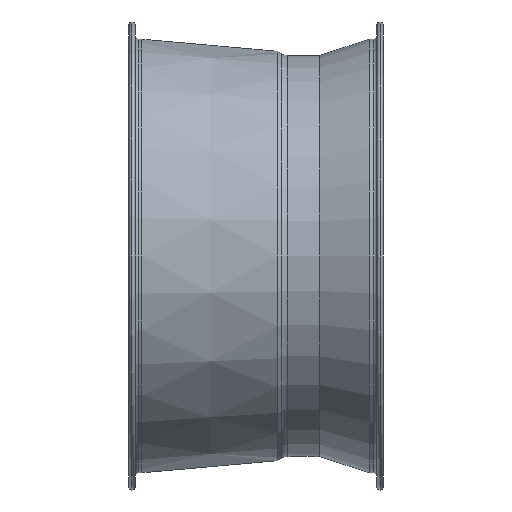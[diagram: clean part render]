
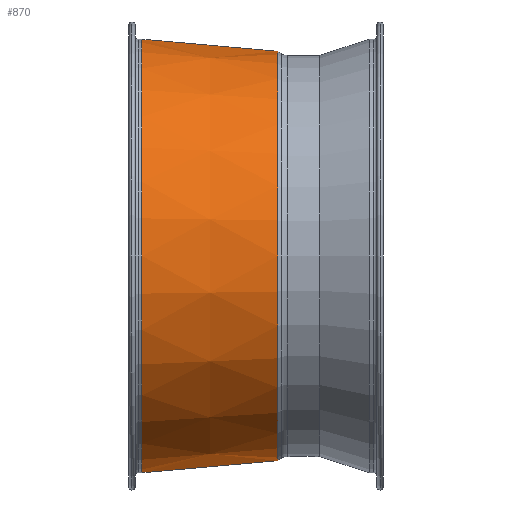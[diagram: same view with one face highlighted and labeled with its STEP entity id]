
A CAD part, front view. The second image highlights one B-rep face of the part: STEP entity #870.
In plain terms, the highlighted conical face has half-angle 5.069 degrees and reference radius 94.921 mm.
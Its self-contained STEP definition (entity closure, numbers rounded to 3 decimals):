
#15 = VERTEX_POINT ( 'NONE', #2015 ) ;
#682 = LINE ( 'NONE', #4540, #7633 ) ;
#870 = ADVANCED_FACE ( 'NONE', ( #3365 ), #8433, .T. ) ;
#932 = VERTEX_POINT ( 'NONE', #7373 ) ;
#1655 = EDGE_CURVE ( 'NONE', #6694, #15, #6441, .T. ) ;
#1818 = DIRECTION ( 'NONE',  ( -1., 0., 0. ) ) ;
#2007 = LINE ( 'NONE', #5879, #7625 ) ;
#2015 = CARTESIAN_POINT ( 'NONE',  ( -48.973, 0., 94.921 ) ) ;
#3020 = VERTEX_POINT ( 'NONE', #8573 ) ;
#3045 = ORIENTED_EDGE ( 'NONE', *, *, #1655, .T. ) ;
#3205 = AXIS2_PLACEMENT_3D ( 'NONE', #5630, #1818, #4862 ) ;
#3365 = FACE_OUTER_BOUND ( 'NONE', #6437, .T. ) ;
#3455 = CIRCLE ( 'NONE', #9139, 100.5 ) ;
#4060 = ORIENTED_EDGE ( 'NONE', *, *, #9613, .F. ) ;
#4540 = CARTESIAN_POINT ( 'NONE',  ( -48.973, 0., 94.921 ) ) ;
#4862 = DIRECTION ( 'NONE',  ( 0., 0., 1. ) ) ;
#4974 = EDGE_CURVE ( 'NONE', #6694, #3020, #2007, .T. ) ;
#5355 = EDGE_CURVE ( 'NONE', #15, #932, #682, .T. ) ;
#5490 = DIRECTION ( 'NONE',  ( 0., 0., 1. ) ) ;
#5630 = CARTESIAN_POINT ( 'NONE',  ( -48.973, 0., 0. ) ) ;
#5869 = ORIENTED_EDGE ( 'NONE', *, *, #5355, .T. ) ;
#5879 = CARTESIAN_POINT ( 'NONE',  ( -48.973, 0., -94.921 ) ) ;
#6346 = CARTESIAN_POINT ( 'NONE',  ( -111.867, 0., 0. ) ) ;
#6437 = EDGE_LOOP ( 'NONE', ( #9768, #3045, #5869, #4060 ) ) ;
#6441 = CIRCLE ( 'NONE', #3205, 94.921 ) ;
#6694 = VERTEX_POINT ( 'NONE', #8191 ) ;
#7329 = DIRECTION ( 'NONE',  ( 0., 0., 1. ) ) ;
#7373 = CARTESIAN_POINT ( 'NONE',  ( -111.867, 0., 100.5 ) ) ;
#7625 = VECTOR ( 'NONE', #9658, 1000. ) ;
#7633 = VECTOR ( 'NONE', #8336, 1000. ) ;
#8183 = DIRECTION ( 'NONE',  ( -1., 0., 0. ) ) ;
#8191 = CARTESIAN_POINT ( 'NONE',  ( -48.973, 0., -94.921 ) ) ;
#8336 = DIRECTION ( 'NONE',  ( -0.996, 0., 0.088 ) ) ;
#8433 = CONICAL_SURFACE ( 'NONE', #9078, 94.921, 0.088 ) ;
#8569 = DIRECTION ( 'NONE',  ( -1., 0., 0. ) ) ;
#8573 = CARTESIAN_POINT ( 'NONE',  ( -111.867, 0., -100.5 ) ) ;
#9078 = AXIS2_PLACEMENT_3D ( 'NONE', #9701, #8183, #7329 ) ;
#9139 = AXIS2_PLACEMENT_3D ( 'NONE', #6346, #8569, #5490 ) ;
#9613 = EDGE_CURVE ( 'NONE', #3020, #932, #3455, .T. ) ;
#9658 = DIRECTION ( 'NONE',  ( -0.996, 0., -0.088 ) ) ;
#9701 = CARTESIAN_POINT ( 'NONE',  ( -48.973, 0., 0. ) ) ;
#9768 = ORIENTED_EDGE ( 'NONE', *, *, #4974, .F. ) ;
